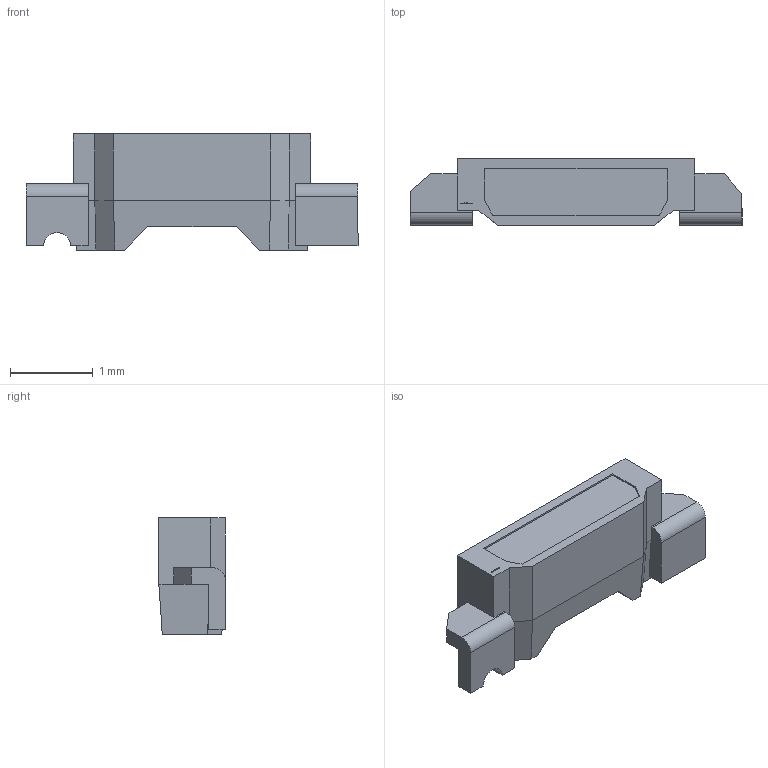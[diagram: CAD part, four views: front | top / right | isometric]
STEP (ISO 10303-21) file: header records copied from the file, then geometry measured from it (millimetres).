
FILE_DESCRIPTION (( 'STEP AP214' ), '1' );
FILE_NAME ('XZ89S1-NC22BC.STEP', '2017-09-18T16:14:03', ( '' ), ( '' ), 'SwSTEP 2.0', 'SolidWorks 2012', '' );
FILE_SCHEMA (( 'AUTOMOTIVE_DESIGN' ));
Length unit declared in the file: millimetre
Products named in the file (1): XZ89S1-NC22BC
Bounding box: 4 x 0.8 x 1.4 mm (x, y, z)
Volume: 2.9 mm3; surface area: 17.2 mm2
Topology: 1 solids, 1 shells, 280 faces, 761 edges, 504 vertices
Faces by surface type: plane 178, bspline 99, cylinder 3
Entity records: 16099 total; most frequent: CARTESIAN_POINT 6901, ORIENTED_EDGE 1522, DIRECTION 933, EDGE_CURVE 761, LINE 557, VECTOR 557, VERTEX_POINT 504, EDGE_LOOP 301
